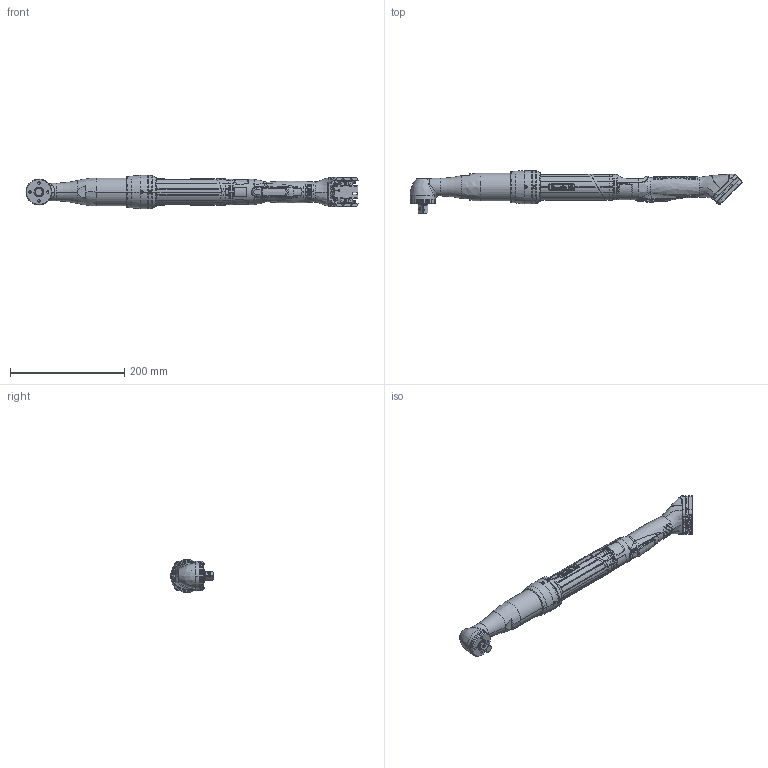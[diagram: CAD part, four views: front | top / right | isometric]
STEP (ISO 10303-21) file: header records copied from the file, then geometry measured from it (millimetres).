
FILE_DESCRIPTION((''),'2;1');
FILE_NAME('EAB95_ASM','2012-10-25T',('greextsd'),(''),'PRO/ENGINEER BY PARAMETRIC TECHNOLOGY CORPORATION, 2011410','PRO/ENGINEER BY PARAMETRIC TECHNOLOGY CORPORATION, 2011410','');
FILE_SCHEMA(('CONFIG_CONTROL_DESIGN'));
Products named in the file (3): EAB95_PART; HANDLE_EAB; EAB95_ASM
Assembly tree (2 placements, depth 2):
  EAB95_ASM
    EAB95_PART
    HANDLE_EAB
Bounding box: 580.63 x 75.15 x 58 mm (x, y, z)
Volume: 281734.7 mm3; surface area: 206963.5 mm2
Topology: 10 solids, 14 shells, 4063 faces, 10818 edges, 6887 vertices
Faces by surface type: plane 1573, cylinder 1006, bspline 492, extrusion 485, cone 369, torus 124, sphere 14
Entity records: 189183 total; most frequent: CARTESIAN_POINT 95368, ORIENTED_EDGE 21548, DIRECTION 16059, EDGE_CURVE 10774, VERTEX_POINT 6885, VECTOR 5545, AXIS2_PLACEMENT_3D 5257, LINE 5060
